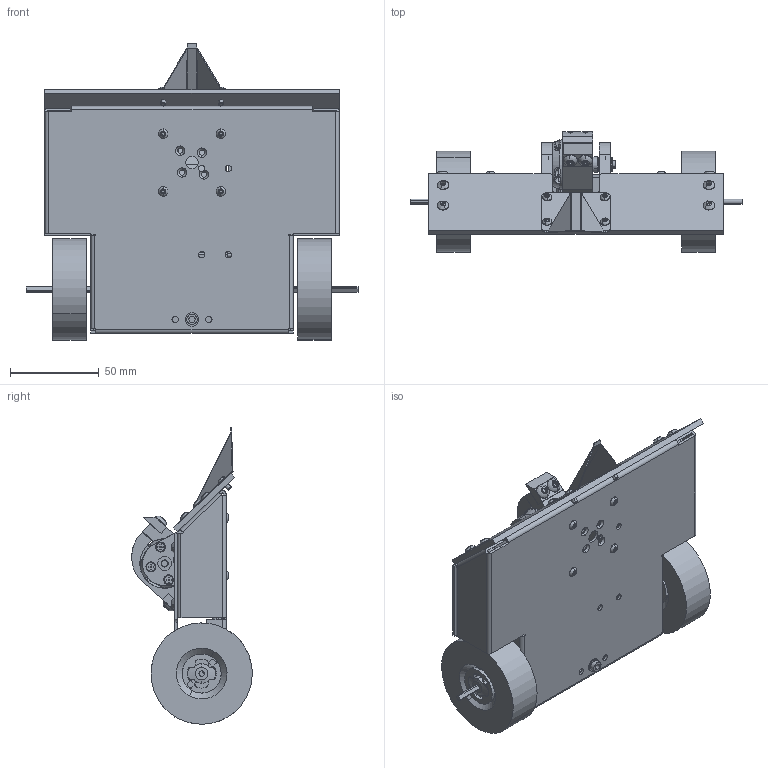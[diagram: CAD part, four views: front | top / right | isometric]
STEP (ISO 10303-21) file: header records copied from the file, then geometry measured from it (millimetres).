
FILE_DESCRIPTION (( 'STEP AP214' ), '1' );
FILE_NAME ('Viper V-Spiner Add-On.STEP', '2021-04-01T22:09:11', ( 'Kurtis' ), ( '' ), 'SwSTEP 2.0', 'SolidWorks 2015', '' );
FILE_SCHEMA (( 'AUTOMOTIVE_DESIGN' ));
Length unit declared in the file: inch
Products named in the file (26): SBHC Screw 632x250; servo connector; HK-TR6A; tiny esc; plug switch; G-3S-300 Lipo; foam wheel 2.25in; BL20A; Twist Hub 3mmx075 R2_Assembled; HK 0408 bearing; FingerTech Silver Spark 16mm motor 33to1; V-Spin Bent Wedgelet R1; V-Spin Tooth R2_Sharpened; Combat Lid Front R6_V-Spin Front; Clamping Drum Half R2; Combat Lid Top R7_V-Spin Top; D-Series Motor Upright Mount R2_4mm bearing; Viper Baseplate R6; D2822-17 1100KV_4mm; Viper V-Spiner Add-On; BHSCS 4-40x0.25in_91255A108; BHSCS 4-40x0.375in_91255A108; BHSCS 8-32x0.75in - 91255A197_ALLOY STEEL BUTTON-HEAD SOCKET CAP SCREW_91255A197; FH 3mm x 4.8mm; 6-32 threaded insert; SBHC Screw 632x375
Assembly tree (62 placements, depth 2):
  Viper V-Spiner Add-On
    Viper Baseplate R6
    Combat Lid Top R7_V-Spin Top
    Combat Lid Front R6_V-Spin Front
    FingerTech Silver Spark 16mm motor 33to1  x2
    Twist Hub 3mmx075 R2_Assembled  x2
    foam wheel 2.25in  x2
    plug switch
    tiny esc  x2
    HK-TR6A
    servo connector  x2
    SBHC Screw 632x250  x6
    SBHC Screw 632x375  x4
    6-32 threaded insert  x10
    FH 3mm x 4.8mm  x4
    BHSCS 8-32x0.75in - 91255A197_ALLOY STEEL BUTTON-HEAD SOCKET CAP SCREW_91255A197  x4
    BHSCS 4-40x0.375in_91255A108  x4
    BHSCS 4-40x0.25in_91255A108  x4
    D2822-17 1100KV_4mm
    D-Series Motor Upright Mount R2_4mm bearing  x2
    Clamping Drum Half R2  x2
    V-Spin Tooth R2_Sharpened  x2
    V-Spin Bent Wedgelet R1
    HK 0408 bearing
    BL20A
    G-3S-300 Lipo
Bounding box: 187.32 x 68.03 x 167.26 mm (x, y, z)
Volume: 255248.3 mm3; surface area: 184828.1 mm2
Topology: 104 solids, 113 shells, 3390 faces, 8206 edges, 5159 vertices
Faces by surface type: plane 1879, cylinder 1068, cone 221, bspline 126, sphere 62, torus 34
Entity records: 69930 total; most frequent: CARTESIAN_POINT 13628, DIRECTION 9745, ORIENTED_EDGE 9732, EDGE_CURVE 4870, AXIS2_PLACEMENT_3D 3343, VERTEX_POINT 3084, LINE 3059, VECTOR 3059
